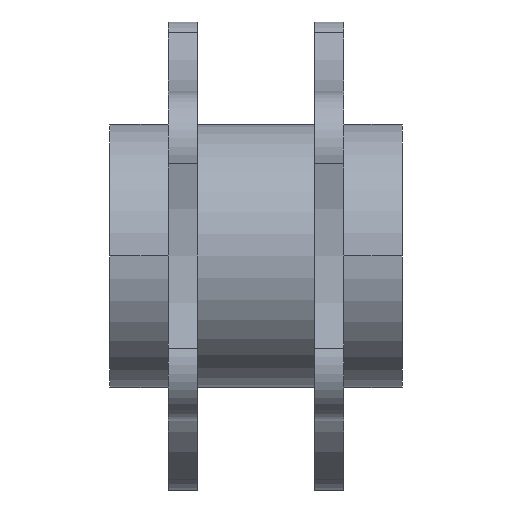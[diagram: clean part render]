
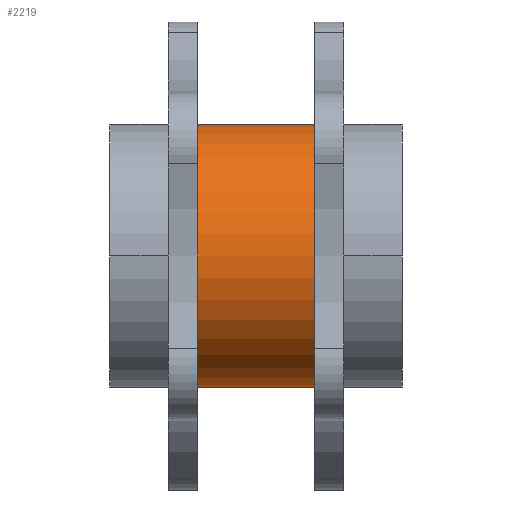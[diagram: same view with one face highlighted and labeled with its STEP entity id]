
A CAD part, left-side view. The second image highlights one B-rep face of the part: STEP entity #2219.
In plain terms, the highlighted cylindrical face has radius 800.1 mm (diameter 1600.2 mm), a partial arc.
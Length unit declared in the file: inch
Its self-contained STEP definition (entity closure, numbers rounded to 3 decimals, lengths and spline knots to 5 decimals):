
#283=CARTESIAN_POINT('',(-125.,14.,0.));
#284=DIRECTION('',(0.,-1.,0.));
#285=DIRECTION('',(0.911,0.,0.412));
#286=AXIS2_PLACEMENT_3D('',#283,#284,#285);
#461=CARTESIAN_POINT('',(-125.,-14.,0.));
#462=DIRECTION('',(0.,1.,0.));
#463=DIRECTION('',(0.911,0.,-0.412));
#464=AXIS2_PLACEMENT_3D('',#461,#462,#463);
#760=DIRECTION('',(0.,1.,0.));
#761=VECTOR('',#760,28.);
#762=CARTESIAN_POINT('',(-96.30442,-14.,-12.99284));
#763=LINE('',#762,#761);
#764=DIRECTION('',(0.,1.,0.));
#765=VECTOR('',#764,28.);
#766=CARTESIAN_POINT('',(-96.30442,-14.,12.99284));
#767=LINE('',#766,#765);
#1262=CARTESIAN_POINT('',(-96.30442,-14.,12.99284));
#1263=CARTESIAN_POINT('',(-96.30442,14.,12.99284));
#1264=VERTEX_POINT('',#1262);
#1265=VERTEX_POINT('',#1263);
#1266=CARTESIAN_POINT('',(-96.30442,-14.,-12.99284));
#1267=CARTESIAN_POINT('',(-96.30442,14.,-12.99284));
#1268=VERTEX_POINT('',#1266);
#1269=VERTEX_POINT('',#1267);
#2207=CARTESIAN_POINT('',(-125.,-14.,0.));
#2208=DIRECTION('',(0.,1.,0.));
#2209=DIRECTION('',(1.,0.,0.));
#2210=AXIS2_PLACEMENT_3D('',#2207,#2208,#2209);
#2211=CYLINDRICAL_SURFACE('',#2210,31.5);
#2212=ORIENTED_EDGE('',*,*,#1851,.F.);
#2213=ORIENTED_EDGE('',*,*,#2200,.T.);
#2214=ORIENTED_EDGE('',*,*,#1621,.F.);
#2216=ORIENTED_EDGE('',*,*,#2215,.F.);
#2217=EDGE_LOOP('',(#2212,#2213,#2214,#2216));
#2218=FACE_OUTER_BOUND('',#2217,.F.);
#287=CIRCLE('',#286,31.5);
#465=CIRCLE('',#464,31.5);
#1621=EDGE_CURVE('',#1265,#1269,#287,.T.);
#1851=EDGE_CURVE('',#1268,#1264,#465,.T.);
#2200=EDGE_CURVE('',#1268,#1269,#763,.T.);
#2215=EDGE_CURVE('',#1264,#1265,#767,.T.);
#2219=ADVANCED_FACE('',(#2218),#2211,.T.);
